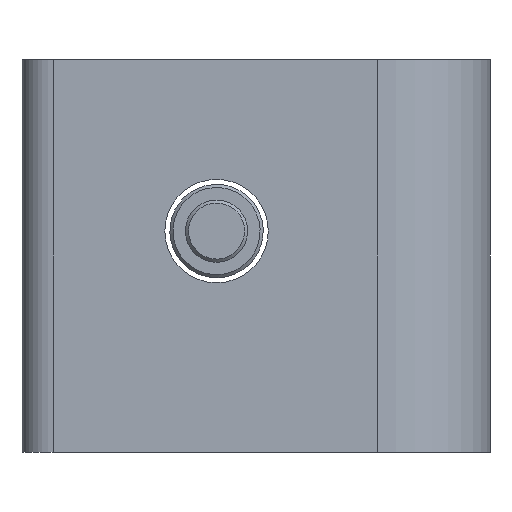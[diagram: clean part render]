
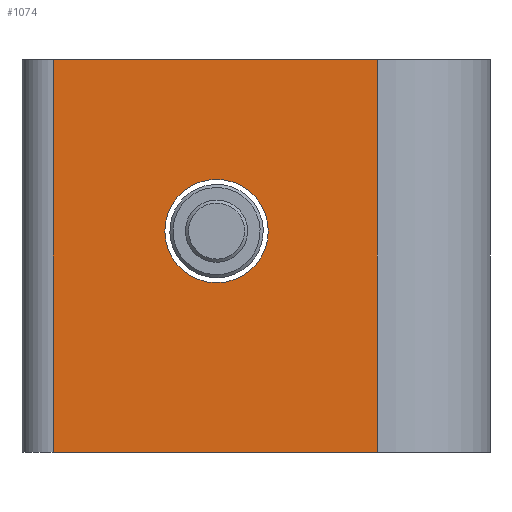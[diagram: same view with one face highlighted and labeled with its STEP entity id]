
A CAD part, front view. The second image highlights one B-rep face of the part: STEP entity #1074.
In plain terms, the highlighted face is planar.
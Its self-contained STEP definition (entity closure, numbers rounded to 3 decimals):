
#39=FACE_BOUND('',#187,.T.);
#55=PLANE('',#1228);
#126=FACE_OUTER_BOUND('',#186,.T.);
#186=EDGE_LOOP('',(#786,#787,#788,#789));
#187=EDGE_LOOP('',(#790));
#249=LINE('',#1769,#337);
#261=LINE('',#1867,#349);
#264=LINE('',#2168,#352);
#265=LINE('',#2169,#353);
#337=VECTOR('',#1343,10.);
#349=VECTOR('',#1379,10.);
#352=VECTOR('',#1384,10.);
#353=VECTOR('',#1385,10.);
#407=CIRCLE('',#1201,3.323);
#444=VERTEX_POINT('',#1557);
#467=VERTEX_POINT('',#1766);
#468=VERTEX_POINT('',#1768);
#480=VERTEX_POINT('',#1865);
#483=VERTEX_POINT('',#2167);
#543=EDGE_CURVE('',#444,#444,#407,.T.);
#574=EDGE_CURVE('',#467,#468,#249,.T.);
#593=EDGE_CURVE('',#480,#467,#261,.T.);
#598=EDGE_CURVE('',#480,#483,#264,.T.);
#599=EDGE_CURVE('',#483,#468,#265,.T.);
#786=ORIENTED_EDGE('',*,*,#574,.F.);
#787=ORIENTED_EDGE('',*,*,#593,.F.);
#788=ORIENTED_EDGE('',*,*,#598,.T.);
#789=ORIENTED_EDGE('',*,*,#599,.T.);
#790=ORIENTED_EDGE('',*,*,#543,.F.);
#1074=ADVANCED_FACE('',(#126,#39),#55,.F.);
#1201=AXIS2_PLACEMENT_3D('',#1559,#1295,#1296);
#1228=AXIS2_PLACEMENT_3D('',#2166,#1382,#1383);
#1295=DIRECTION('center_axis',(0.,1.,0.));
#1296=DIRECTION('ref_axis',(-1.,0.,0.));
#1343=DIRECTION('',(1.,0.,0.));
#1379=DIRECTION('',(0.,0.,-1.));
#1382=DIRECTION('center_axis',(0.,-1.,0.));
#1383=DIRECTION('ref_axis',(-1.,0.,0.));
#1384=DIRECTION('',(1.,0.,0.));
#1385=DIRECTION('',(0.,0.,-1.));
#1557=CARTESIAN_POINT('',(15.824,45.,-14.2));
#1559=CARTESIAN_POINT('Origin',(12.5,45.,-14.2));
#1766=CARTESIAN_POINT('',(2.,45.,-25.2));
#1768=CARTESIAN_POINT('',(22.833,45.,-25.2));
#1769=CARTESIAN_POINT('',(18.937,45.,-25.2));
#1865=CARTESIAN_POINT('',(2.,45.,0.));
#1867=CARTESIAN_POINT('',(2.,45.,0.));
#2166=CARTESIAN_POINT('Origin',(22.833,45.,0.));
#2167=CARTESIAN_POINT('',(22.833,45.,0.));
#2168=CARTESIAN_POINT('',(2.,45.,0.));
#2169=CARTESIAN_POINT('',(22.833,45.,0.));
